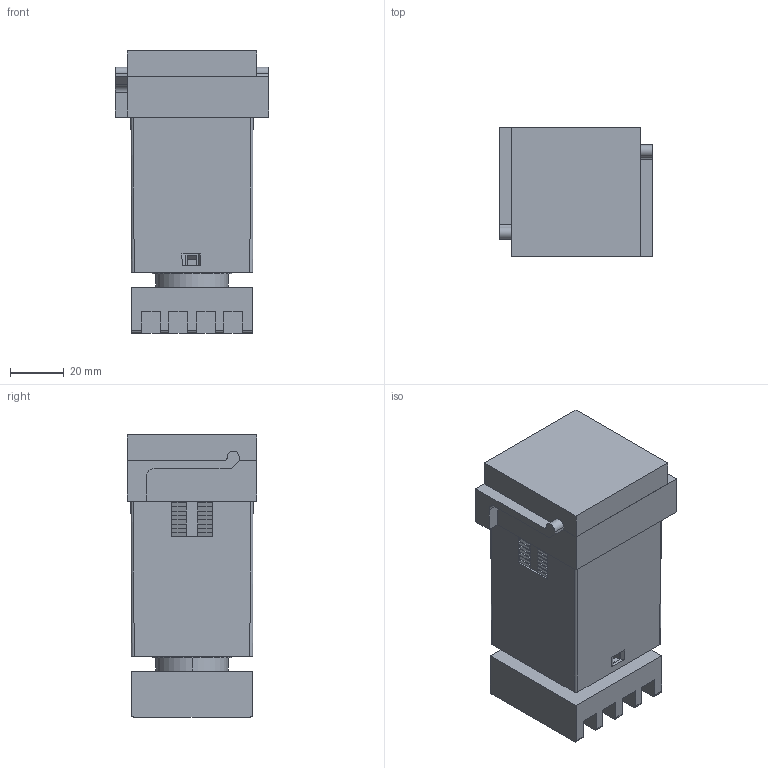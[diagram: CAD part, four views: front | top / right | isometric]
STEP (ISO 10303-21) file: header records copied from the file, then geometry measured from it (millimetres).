
FILE_DESCRIPTION (( 'STEP AP214' ), '1' );
FILE_NAME ('08JSS48A.STEP', '2025-03-29T06:05:40', ( '' ), ( 'Microsoft' ), 'SwSTEP 2.0', 'SolidWorks 2014', '' );
FILE_SCHEMA (( 'AUTOMOTIVE_DESIGN' ));
Length unit declared in the file: millimetre
Products named in the file (6): 08JSS48A; 3_1; 2_1; 1_1; __ZJDK-2-0401__1; 3-15_1
Assembly tree (5 placements, depth 2):
  08JSS48A
    3-15_1
    __ZJDK-2-0401__1
    1_1
    2_1
    3_1
Bounding box: 57 x 48 x 104.5 mm (x, y, z)
Volume: 85528.9 mm3; surface area: 57018.8 mm2
Topology: 5 solids, 5 shells, 561 faces, 1510 edges, 974 vertices
Faces by surface type: plane 455, cylinder 103, torus 2, bspline 1
Entity records: 17734 total; most frequent: CARTESIAN_POINT 3240, ORIENTED_EDGE 3020, DIRECTION 2847, EDGE_CURVE 1510, LINE 1279, VECTOR 1279, VERTEX_POINT 974, AXIS2_PLACEMENT_3D 784
